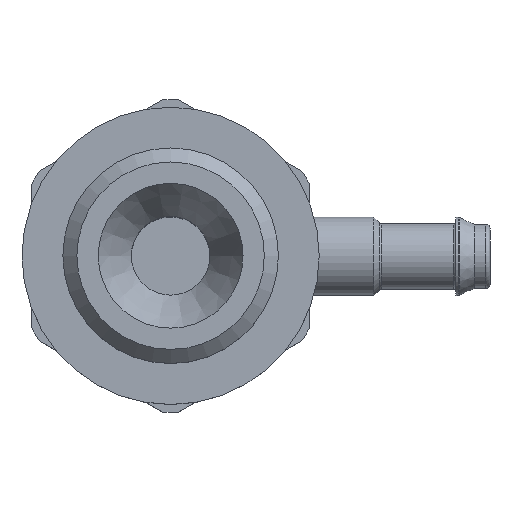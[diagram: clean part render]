
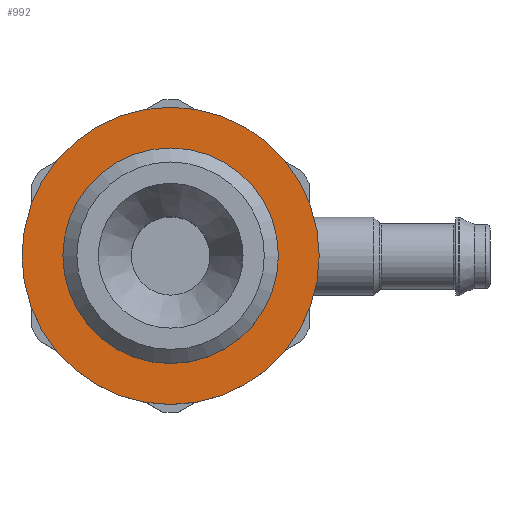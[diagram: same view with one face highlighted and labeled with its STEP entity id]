
A CAD part, top view. The second image highlights one B-rep face of the part: STEP entity #992.
In plain terms, the highlighted planar face has unit normal (0, 0, 1).
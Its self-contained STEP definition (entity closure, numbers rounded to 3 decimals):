
#46=PLANE('',#1130);
#367=ORIENTED_EDGE('',*,*,#546,.F.);
#368=ORIENTED_EDGE('',*,*,#547,.T.);
#546=EDGE_CURVE('',#638,#638,#706,.T.);
#547=EDGE_CURVE('',#639,#639,#707,.T.);
#638=VERTEX_POINT('',#1809);
#639=VERTEX_POINT('',#1811);
#706=CIRCLE('',#1131,6.223);
#707=CIRCLE('',#1132,9.075);
#787=EDGE_LOOP('',(#367));
#788=EDGE_LOOP('',(#368));
#888=FACE_BOUND('',#787,.T.);
#889=FACE_BOUND('',#788,.T.);
#992=ADVANCED_FACE('',(#888,#889),#46,.F.);
#1130=AXIS2_PLACEMENT_3D('',#1807,#1418,#1419);
#1131=AXIS2_PLACEMENT_3D('',#1808,#1420,#1421);
#1132=AXIS2_PLACEMENT_3D('',#1810,#1422,#1423);
#1418=DIRECTION('',(0.,0.,-1.));
#1419=DIRECTION('',(-1.,0.,0.));
#1420=DIRECTION('',(0.,0.,1.));
#1421=DIRECTION('',(1.,0.,0.));
#1422=DIRECTION('',(0.,0.,1.));
#1423=DIRECTION('',(1.,0.,0.));
#1807=CARTESIAN_POINT('',(8.5,0.,15.75));
#1808=CARTESIAN_POINT('',(0.,0.,15.75));
#1809=CARTESIAN_POINT('',(6.223,0.,15.75));
#1810=CARTESIAN_POINT('',(0.,0.,15.75));
#1811=CARTESIAN_POINT('',(9.075,0.,15.75));
